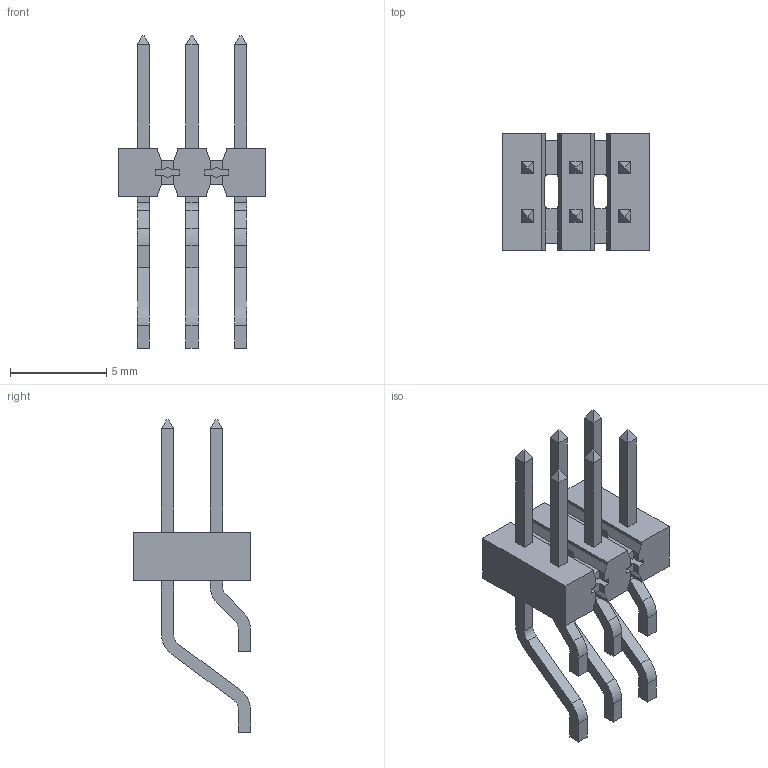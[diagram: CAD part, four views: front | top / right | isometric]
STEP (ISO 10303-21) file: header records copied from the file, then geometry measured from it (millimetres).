
FILE_DESCRIPTION(/* description */ ('Unknown'),/* implementation_level */ '2;1');
FILE_NAME(/* name */ 'TSM-103-01-S-DH-TR',/* time_stamp */ '2024-03-06T07:39:46+02:00',/* author */ ('Unknown'),/* organization */ ('Unknown'),/* preprocessor_version */ 'ST-DEVELOPER v18.102',/* originating_system */ 'Solid Edge',/* authorisation */ 'Unknown');
FILE_SCHEMA (('AUTOMOTIVE_DESIGN {1 0 10303 214 3 1 1}'));
Length unit declared in the file: millimetre
Products named in the file (1): TSM-103-01-S-DH-TR
Bounding box: 7.62 x 6.1 x 16.26 mm (x, y, z)
Volume: 128.1 mm3; surface area: 396.9 mm2
Topology: 1 solids, 1 shells, 246 faces, 668 edges, 432 vertices
Faces by surface type: plane 214, cylinder 32
Entity records: 9350 total; most frequent: CARTESIAN_POINT 1347, ORIENTED_EDGE 1336, DIRECTION 1226, EDGE_CURVE 668, LINE 604, VECTOR 604, VERTEX_POINT 432, AXIS2_PLACEMENT_3D 311
